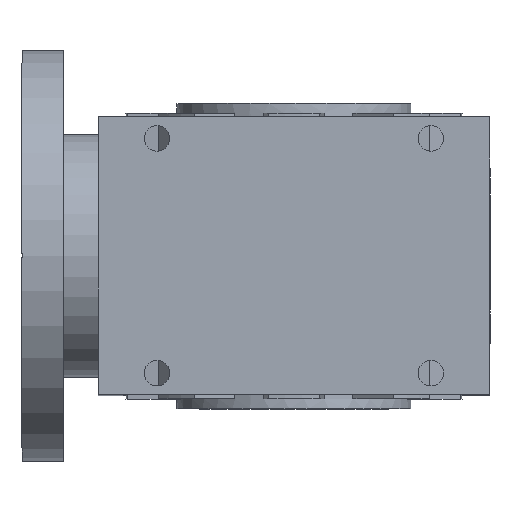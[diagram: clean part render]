
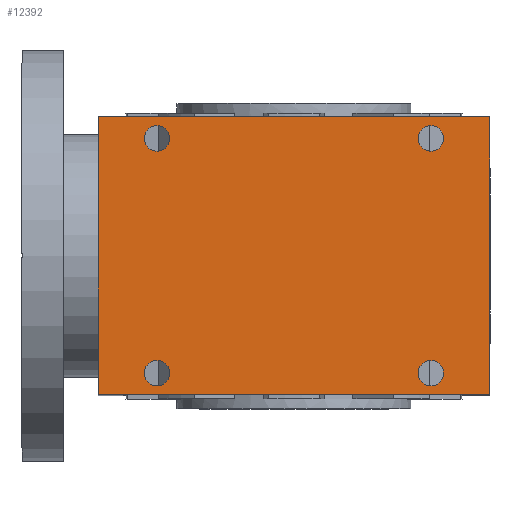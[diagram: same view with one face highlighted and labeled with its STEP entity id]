
A CAD part, top view. The second image highlights one B-rep face of the part: STEP entity #12392.
In plain terms, the highlighted planar face has unit normal (0, 0, 1).
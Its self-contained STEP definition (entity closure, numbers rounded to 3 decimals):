
#188=CIRCLE('',#12966,3.25);
#190=CIRCLE('',#12969,3.25);
#192=CIRCLE('',#12972,3.25);
#194=CIRCLE('',#12975,3.25);
#902=FACE_BOUND('',#2336,.T.);
#903=FACE_BOUND('',#2337,.T.);
#904=FACE_BOUND('',#2338,.T.);
#905=FACE_BOUND('',#2339,.T.);
#1569=FACE_OUTER_BOUND('',#2335,.T.);
#2335=EDGE_LOOP('',(#11241,#11242,#11243,#11244,#11245));
#2336=EDGE_LOOP('',(#11246));
#2337=EDGE_LOOP('',(#11247));
#2338=EDGE_LOOP('',(#11248));
#2339=EDGE_LOOP('',(#11249));
#3352=LINE('',#20874,#4592);
#3515=LINE('',#21402,#4755);
#3524=LINE('',#21432,#4764);
#3543=LINE('',#21510,#4783);
#3544=LINE('',#21511,#4784);
#4592=VECTOR('',#14611,10.);
#4755=VECTOR('',#15156,10.);
#4764=VECTOR('',#15185,10.);
#4783=VECTOR('',#15272,10.);
#4784=VECTOR('',#15273,10.);
#5759=VERTEX_POINT('',#20852);
#5769=VERTEX_POINT('',#20872);
#5943=VERTEX_POINT('',#21400);
#5954=VERTEX_POINT('',#21431);
#5960=VERTEX_POINT('',#21448);
#6004=VERTEX_POINT('',#21589);
#6006=VERTEX_POINT('',#21594);
#6008=VERTEX_POINT('',#21599);
#6010=VERTEX_POINT('',#21604);
#7428=EDGE_CURVE('',#5759,#5769,#3352,.T.);
#7677=EDGE_CURVE('',#5943,#5769,#3515,.T.);
#7692=EDGE_CURVE('',#5759,#5954,#3524,.T.);
#7725=EDGE_CURVE('',#5954,#5960,#3543,.T.);
#7726=EDGE_CURVE('',#5960,#5943,#3544,.T.);
#7766=EDGE_CURVE('',#6004,#6004,#188,.T.);
#7768=EDGE_CURVE('',#6006,#6006,#190,.T.);
#7770=EDGE_CURVE('',#6008,#6008,#192,.T.);
#7772=EDGE_CURVE('',#6010,#6010,#194,.T.);
#11241=ORIENTED_EDGE('',*,*,#7428,.T.);
#11242=ORIENTED_EDGE('',*,*,#7677,.F.);
#11243=ORIENTED_EDGE('',*,*,#7726,.F.);
#11244=ORIENTED_EDGE('',*,*,#7725,.F.);
#11245=ORIENTED_EDGE('',*,*,#7692,.F.);
#11246=ORIENTED_EDGE('',*,*,#7766,.T.);
#11247=ORIENTED_EDGE('',*,*,#7768,.T.);
#11248=ORIENTED_EDGE('',*,*,#7770,.T.);
#11249=ORIENTED_EDGE('',*,*,#7772,.T.);
#11730=PLANE('',#12990);
#12392=ADVANCED_FACE('',(#1569,#902,#903,#904,#905),#11730,.T.);
#12966=AXIS2_PLACEMENT_3D('',#21590,#15349,#15350);
#12969=AXIS2_PLACEMENT_3D('',#21595,#15355,#15356);
#12972=AXIS2_PLACEMENT_3D('',#21600,#15361,#15362);
#12975=AXIS2_PLACEMENT_3D('',#21605,#15367,#15368);
#12990=AXIS2_PLACEMENT_3D('',#21641,#15409,#15410);
#14611=DIRECTION('',(0.,1.,0.));
#15156=DIRECTION('',(1.,0.,0.));
#15185=DIRECTION('',(-1.,0.,0.));
#15272=DIRECTION('',(0.,1.,0.));
#15273=DIRECTION('',(0.,1.,0.));
#15349=DIRECTION('center_axis',(0.,0.,-1.));
#15350=DIRECTION('ref_axis',(1.,0.,0.));
#15355=DIRECTION('center_axis',(0.,0.,-1.));
#15356=DIRECTION('ref_axis',(1.,0.,0.));
#15361=DIRECTION('center_axis',(0.,0.,-1.));
#15362=DIRECTION('ref_axis',(1.,0.,0.));
#15367=DIRECTION('center_axis',(0.,0.,-1.));
#15368=DIRECTION('ref_axis',(1.,0.,0.));
#15409=DIRECTION('center_axis',(0.,0.,1.));
#15410=DIRECTION('ref_axis',(1.,0.,0.));
#20852=CARTESIAN_POINT('',(50.,-35.5,71.));
#20872=CARTESIAN_POINT('',(50.,35.5,71.));
#20874=CARTESIAN_POINT('',(50.,0.,71.));
#21400=CARTESIAN_POINT('',(-50.,35.5,71.));
#21402=CARTESIAN_POINT('',(-50.,35.5,71.));
#21431=CARTESIAN_POINT('',(-50.,-35.5,71.));
#21432=CARTESIAN_POINT('',(-50.,-35.5,71.));
#21448=CARTESIAN_POINT('',(-50.,0.,71.));
#21510=CARTESIAN_POINT('',(-50.,0.,71.));
#21511=CARTESIAN_POINT('',(-50.,0.,71.));
#21589=CARTESIAN_POINT('',(38.25,30.,71.));
#21590=CARTESIAN_POINT('Origin',(35.,30.,71.));
#21594=CARTESIAN_POINT('',(-31.75,-30.,71.));
#21595=CARTESIAN_POINT('Origin',(-35.,-30.,71.));
#21599=CARTESIAN_POINT('',(-31.75,30.,71.));
#21600=CARTESIAN_POINT('Origin',(-35.,30.,71.));
#21604=CARTESIAN_POINT('',(38.25,-30.,71.));
#21605=CARTESIAN_POINT('Origin',(35.,-30.,71.));
#21641=CARTESIAN_POINT('Origin',(-50.,0.,71.));
